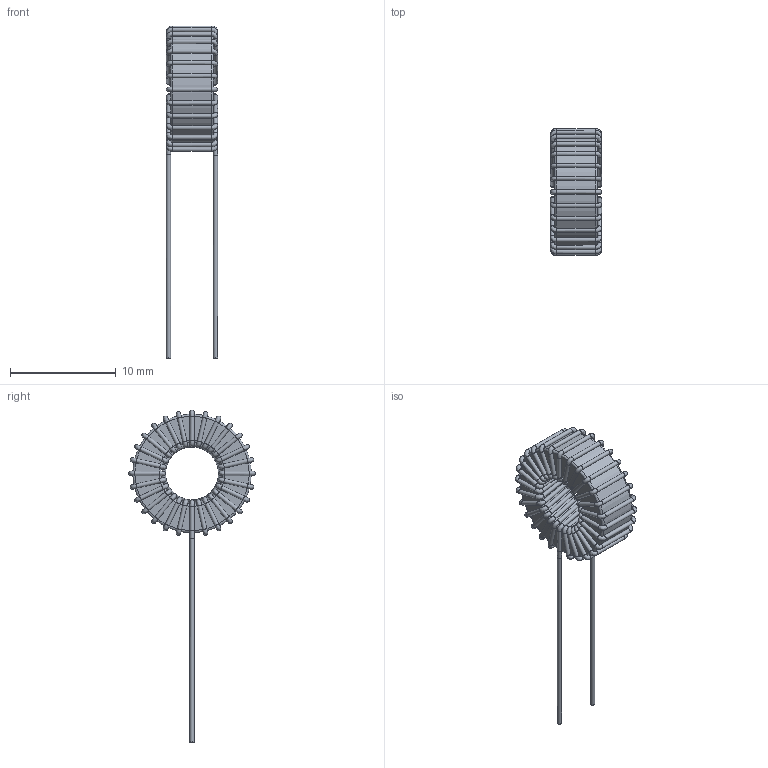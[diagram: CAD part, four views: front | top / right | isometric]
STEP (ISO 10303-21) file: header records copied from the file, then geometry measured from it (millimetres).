
FILE_DESCRIPTION( ('This file contains a STEP AP42 implementation' ,'as created by ZW3D STEP Interface translator.') ,'2;1' );
FILE_NAME( 'TR1307-L.stp' ,'14 925.132920', (''), ('ZWCAD Software Co.'), 'Version 1.0', 'ZW3D to STEP translator', '' );
FILE_SCHEMA( ('CONFIG_CONTROL_DESIGN') );
Length unit declared in the file: millimetre
Products named in the file (1): 0
Bounding box: 4.84 x 12 x 31.4 mm (x, y, z)
Volume: 347.6 mm3; surface area: 908.9 mm2
Topology: 4 solids, 4 shells, 239 faces, 652 edges, 421 vertices
Faces by surface type: bspline 239
Entity records: 49863 total; most frequent: CARTESIAN_POINT 46281, ORIENTED_EDGE 1304, EDGE_CURVE 652, B_SPLINE_CURVE_WITH_KNOTS 452, VERTEX_POINT 421, EDGE_LOOP 241, FACE_OUTER_BOUND 239, ADVANCED_FACE 239
